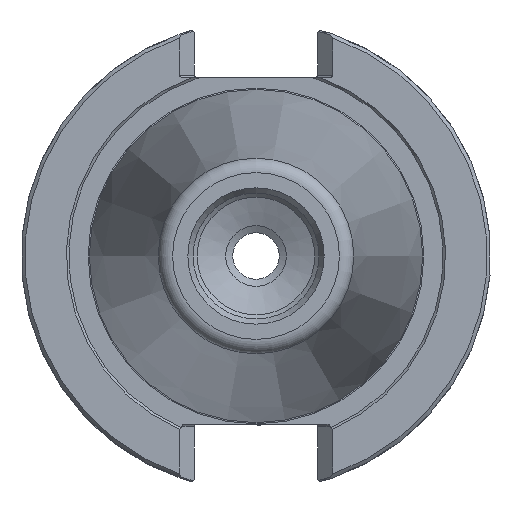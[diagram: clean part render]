
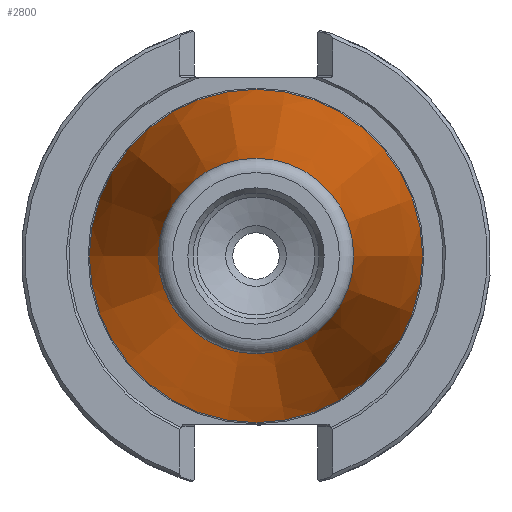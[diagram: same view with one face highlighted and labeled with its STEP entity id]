
A CAD part, left-side view. The second image highlights one B-rep face of the part: STEP entity #2800.
In plain terms, the highlighted conical face has half-angle 8.297 degrees and reference radius 27.517 mm.
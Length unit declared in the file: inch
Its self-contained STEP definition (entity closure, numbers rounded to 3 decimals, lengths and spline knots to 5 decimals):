
#916=CARTESIAN_POINT('',(0.0,1.375,0.0));
#917=VERTEX_POINT('',#916);
#918=CARTESIAN_POINT('',(0.0,0.0,0.0));
#919=DIRECTION('',(1.0,0.,0.0));
#920=DIRECTION('',(0.,1.0,0.0));
#921=AXIS2_PLACEMENT_3D('',#918,#919,#920);
#922=CIRCLE('',#921,1.375);
#923=EDGE_CURVE('',#917,#917,#922,.T.);
#2765=CARTESIAN_POINT('',(-3.89732,0.80665,0.));
#2766=VERTEX_POINT('',#2765);
#2767=CARTESIAN_POINT('',(-3.89732,0.,0.));
#2768=DIRECTION('',(-1.0,0.0,0.0));
#2769=DIRECTION('',(0.0,-1.0,0.0));
#2770=AXIS2_PLACEMENT_3D('',#2767,#2768,#2769);
#2771=CIRCLE('',#2770,0.80665);
#2772=EDGE_CURVE('',#2766,#2766,#2771,.T.);
#2789=CARTESIAN_POINT('',(-2.0,0.0,0.0));
#2790=DIRECTION('',(1.0,0.0,0.0));
#2791=DIRECTION('',(0.,1.0,0.0));
#2792=AXIS2_PLACEMENT_3D('',#2789,#2790,#2791);
#2793=CONICAL_SURFACE('',#2792,1.08334,8.297);
#2794=ORIENTED_EDGE('',*,*,#923,.F.);
#2795=EDGE_LOOP('',(#2794));
#2796=FACE_OUTER_BOUND('',#2795,.T.);
#2797=ORIENTED_EDGE('',*,*,#2772,.F.);
#2798=EDGE_LOOP('',(#2797));
#2799=FACE_BOUND('',#2798,.T.);
#2800=ADVANCED_FACE('',(#2796,#2799),#2793,.T.);
